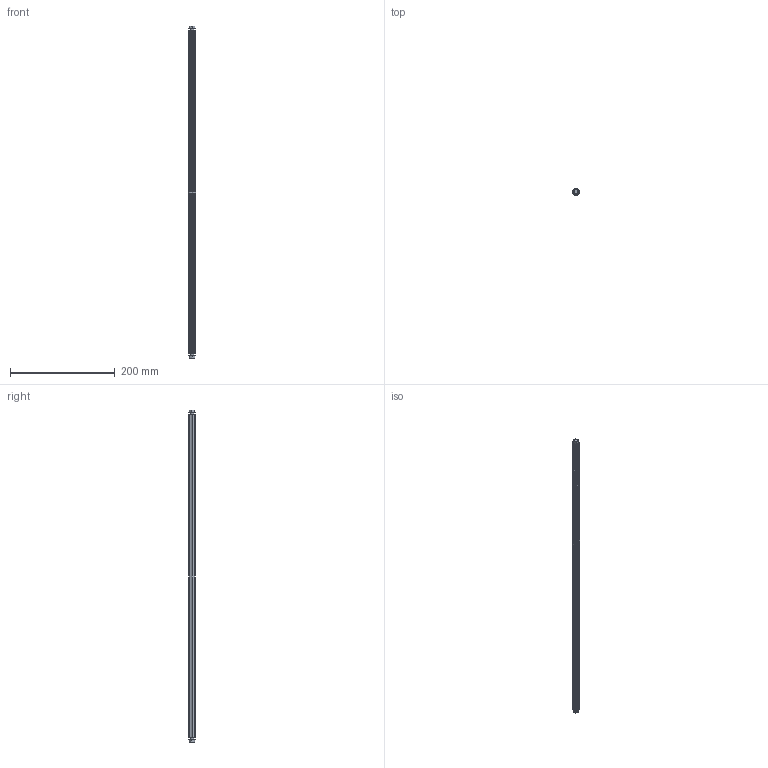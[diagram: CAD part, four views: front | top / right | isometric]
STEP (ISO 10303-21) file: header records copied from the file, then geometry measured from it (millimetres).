
FILE_DESCRIPTION(/* description */ (''),/* implementation_level */ '2;1');
FILE_NAME(/* name */ 'Churro cross link and Screws Wide.iam.step',/* time_stamp */ '2015-01-02T19:30:46-08:00',/* author */ ('Autodesk Inc.'),/* organization */ (''),/* preprocessor_version */ 'ST-DEVELOPER v15.6',/* originating_system */ 'Autodesk Inventor 2015',/* authorisation */ '');
FILE_SCHEMA (('AUTOMOTIVE_DESIGN { 1 0 10303 214 3 1 1 }'));
Length unit declared in the file: inch
Products named in the file (3): Churro 24250; hex washer head tapping screw_ai_FHTS 0.25-20-G-0.75-C; Churro cross link and Screws Wide
Assembly tree (3 placements, depth 2):
  Churro cross link and Screws Wide
    Churro 24250
    hex washer head tapping screw_ai_FHTS 0.25-20-G-0.75-C  x2
Bounding box: 14.66 x 12.7 x 633.48 mm (x, y, z)
Volume: 56725.1 mm3; surface area: 47037.1 mm2
Topology: 3 solids, 3 shells, 61 faces, 147 edges, 98 vertices
Faces by surface type: plane 44, cylinder 13, cone 4
Full cylindrical faces by diameter (mm): 5.867 x1, 6.35 x2, 7.457 x2, 12.192 x2
Entity records: 1281 total; most frequent: CARTESIAN_POINT 219, DIRECTION 212, ORIENTED_EDGE 194, EDGE_CURVE 97, AXIS2_PLACEMENT_3D 72, LINE 68, VECTOR 68, VERTEX_POINT 67
